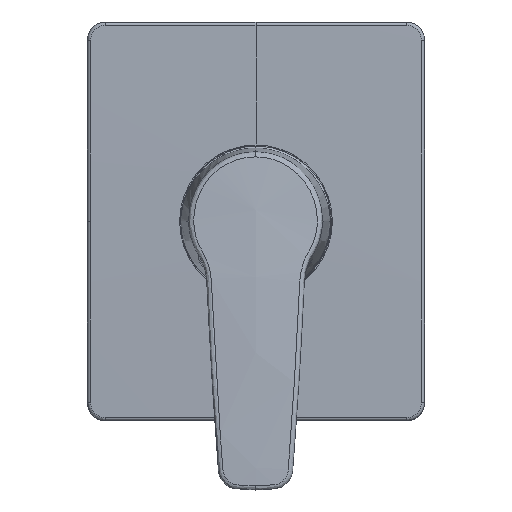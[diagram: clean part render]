
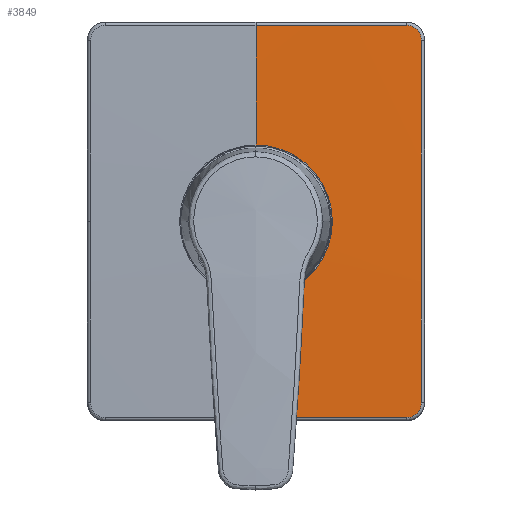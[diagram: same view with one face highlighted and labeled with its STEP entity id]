
A CAD part, top view. The second image highlights one B-rep face of the part: STEP entity #3849.
In plain terms, the highlighted spherical face has radius 4000 mm.
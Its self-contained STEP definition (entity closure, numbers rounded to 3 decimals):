
#174 = CARTESIAN_POINT ( 'NONE',  ( 185.707, 113.885, -0.564 ) ) ;
#329 = AXIS2_PLACEMENT_3D ( 'NONE', #1471, #6285, #553 ) ;
#407 = CARTESIAN_POINT ( 'NONE',  ( 185.707, -13.965, -0.564 ) ) ;
#508 = CARTESIAN_POINT ( 'NONE',  ( 190.084, 111.543, -0.583 ) ) ;
#553 = DIRECTION ( 'NONE',  ( 0., 1., 0. ) ) ;
#877 = AXIS2_PLACEMENT_3D ( 'NONE', #8074, #2397, #9050 ) ;
#987 = DIRECTION ( 'NONE',  ( 1., 0., 0. ) ) ;
#1087 = CARTESIAN_POINT ( 'NONE',  ( 136.695, 183.65, -3997.419 ) ) ;
#1464 = CARTESIAN_POINT ( 'NONE',  ( 187.004, 113.885, -0.58 ) ) ;
#1471 = CARTESIAN_POINT ( 'NONE',  ( 136.695, 49.96, -3999.753 ) ) ;
#1657 = VERTEX_POINT ( 'NONE', #3780 ) ;
#2040 = DIRECTION ( 'NONE',  ( 0., 0.017, -1. ) ) ;
#2343 = CARTESIAN_POINT ( 'NONE',  ( 190.086, -11.62, -0.583 ) ) ;
#2397 = DIRECTION ( 'NONE',  ( 0., 1., -0.017 ) ) ;
#2420 = ORIENTED_EDGE ( 'NONE', *, *, #9444, .F. ) ;
#2536 = SPHERICAL_SURFACE ( 'NONE', #329, 4000. ) ;
#2780 = CARTESIAN_POINT ( 'NONE',  ( 136.695, 49.96, 0.17 ) ) ;
#2829 = EDGE_CURVE ( 'NONE', #1657, #9902, #9085, .T. ) ;
#3053 = CARTESIAN_POINT ( 'NONE',  ( 136.695, 74.86, 0.17 ) ) ;
#3118 = CIRCLE ( 'NONE', #11383, 24.9 ) ;
#3186 = VERTEX_POINT ( 'NONE', #5098 ) ;
#3302 = CARTESIAN_POINT ( 'NONE',  ( 190.617, -9.055, -0.552 ) ) ;
#3687 = CARTESIAN_POINT ( 'NONE',  ( 185.707, -13.965, -0.564 ) ) ;
#3735 = DIRECTION ( 'NONE',  ( 0., 1., 0. ) ) ;
#3780 = CARTESIAN_POINT ( 'NONE',  ( 136.695, 113.88, -0.263 ) ) ;
#3849 = ADVANCED_FACE ( 'NONE', ( #12219 ), #2536, .T. ) ;
#3955 = CARTESIAN_POINT ( 'NONE',  ( 260.385, 49.96, -3997.594 ) ) ;
#4368 = ORIENTED_EDGE ( 'NONE', *, *, #5517, .T. ) ;
#4488 = VERTEX_POINT ( 'NONE', #4899 ) ;
#4824 = CARTESIAN_POINT ( 'NONE',  ( 136.695, 25.06, 0.17 ) ) ;
#4849 = ORIENTED_EDGE ( 'NONE', *, *, #2829, .T. ) ;
#4899 = CARTESIAN_POINT ( 'NONE',  ( 190.617, 108.975, -0.552 ) ) ;
#4921 = DIRECTION ( 'NONE',  ( -0.017, 0., 1. ) ) ;
#4932 = B_SPLINE_CURVE_WITH_KNOTS ( 'NONE', 3,
 ( #5281, #11877, #508, #7192, #1464, #8117 ),
 .UNSPECIFIED., .F., .F.,
 ( 4, 2, 4 ),
 ( 0., 0.5, 1. ),
 .UNSPECIFIED. ) ;
#5098 = CARTESIAN_POINT ( 'NONE',  ( 190.617, -9.055, -0.552 ) ) ;
#5281 = CARTESIAN_POINT ( 'NONE',  ( 190.617, 108.975, -0.552 ) ) ;
#5394 = EDGE_LOOP ( 'NONE', ( #2420, #4368, #10304, #6200, #12134, #9114, #4849, #7338 ) ) ;
#5517 = EDGE_CURVE ( 'NONE', #9382, #9252, #11026, .T. ) ;
#5679 = DIRECTION ( 'NONE',  ( -1., 0., 0. ) ) ;
#5920 = EDGE_CURVE ( 'NONE', #9252, #3186, #8891, .T. ) ;
#6200 = ORIENTED_EDGE ( 'NONE', *, *, #10814, .T. ) ;
#6285 = DIRECTION ( 'NONE',  ( -1., 0., 0. ) ) ;
#6713 = CARTESIAN_POINT ( 'NONE',  ( 136.695, 49.96, -3999.753 ) ) ;
#7083 = CARTESIAN_POINT ( 'NONE',  ( 187.004, -13.965, -0.58 ) ) ;
#7192 = CARTESIAN_POINT ( 'NONE',  ( 188.272, 113.354, -0.587 ) ) ;
#7338 = ORIENTED_EDGE ( 'NONE', *, *, #11680, .F. ) ;
#7486 = EDGE_CURVE ( 'NONE', #7768, #1657, #11640, .T. ) ;
#7648 = DIRECTION ( 'NONE',  ( 0., 0., -1. ) ) ;
#7739 = DIRECTION ( 'NONE',  ( 0., -1., -0.017 ) ) ;
#7768 = VERTEX_POINT ( 'NONE', #174 ) ;
#8012 = CARTESIAN_POINT ( 'NONE',  ( 188.275, -13.431, -0.587 ) ) ;
#8074 = CARTESIAN_POINT ( 'NONE',  ( 136.695, -83.73, -3997.419 ) ) ;
#8117 = CARTESIAN_POINT ( 'NONE',  ( 185.707, 113.885, -0.564 ) ) ;
#8140 = CIRCLE ( 'NONE', #8154, 3998.087 ) ;
#8154 = AXIS2_PLACEMENT_3D ( 'NONE', #3955, #10625, #4921 ) ;
#8891 = B_SPLINE_CURVE_WITH_KNOTS ( 'NONE', 3,
 ( #407, #7083, #8012, #2343, #8987, #3302 ),
 .UNSPECIFIED., .F., .F.,
 ( 4, 2, 4 ),
 ( 0., 0.5, 1. ),
 .UNSPECIFIED. ) ;
#8987 = CARTESIAN_POINT ( 'NONE',  ( 190.617, -10.351, -0.571 ) ) ;
#9050 = DIRECTION ( 'NONE',  ( 0., 0.017, 1. ) ) ;
#9085 = CIRCLE ( 'NONE', #10618, 4000. ) ;
#9114 = ORIENTED_EDGE ( 'NONE', *, *, #7486, .T. ) ;
#9252 = VERTEX_POINT ( 'NONE', #3687 ) ;
#9382 = VERTEX_POINT ( 'NONE', #10203 ) ;
#9431 = DIRECTION ( 'NONE',  ( 0., 0., 1. ) ) ;
#9444 = EDGE_CURVE ( 'NONE', #9382, #11856, #10111, .T. ) ;
#9902 = VERTEX_POINT ( 'NONE', #3053 ) ;
#10075 = EDGE_CURVE ( 'NONE', #4488, #7768, #4932, .T. ) ;
#10111 = CIRCLE ( 'NONE', #10623, 4000. ) ;
#10203 = CARTESIAN_POINT ( 'NONE',  ( 136.695, -13.959, -0.263 ) ) ;
#10304 = ORIENTED_EDGE ( 'NONE', *, *, #5920, .T. ) ;
#10618 = AXIS2_PLACEMENT_3D ( 'NONE', #6713, #987, #7648 ) ;
#10623 = AXIS2_PLACEMENT_3D ( 'NONE', #11392, #5679, #12345 ) ;
#10625 = DIRECTION ( 'NONE',  ( -1., 0., -0.017 ) ) ;
#10814 = EDGE_CURVE ( 'NONE', #3186, #4488, #8140, .T. ) ;
#11026 = CIRCLE ( 'NONE', #877, 3997.765 ) ;
#11383 = AXIS2_PLACEMENT_3D ( 'NONE', #2780, #9431, #3735 ) ;
#11392 = CARTESIAN_POINT ( 'NONE',  ( 136.695, 49.96, -3999.753 ) ) ;
#11640 = CIRCLE ( 'NONE', #11685, 3997.765 ) ;
#11680 = EDGE_CURVE ( 'NONE', #11856, #9902, #3118, .T. ) ;
#11685 = AXIS2_PLACEMENT_3D ( 'NONE', #1087, #7739, #2040 ) ;
#11856 = VERTEX_POINT ( 'NONE', #4824 ) ;
#11877 = CARTESIAN_POINT ( 'NONE',  ( 190.617, 110.272, -0.571 ) ) ;
#12134 = ORIENTED_EDGE ( 'NONE', *, *, #10075, .T. ) ;
#12219 = FACE_OUTER_BOUND ( 'NONE', #5394, .T. ) ;
#12345 = DIRECTION ( 'NONE',  ( 0., -1., 0. ) ) ;
